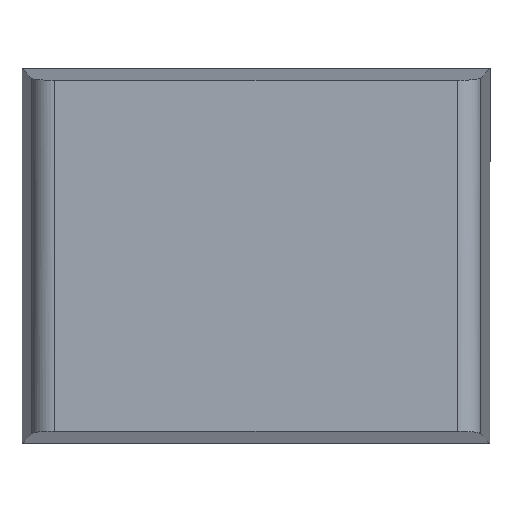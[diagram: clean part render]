
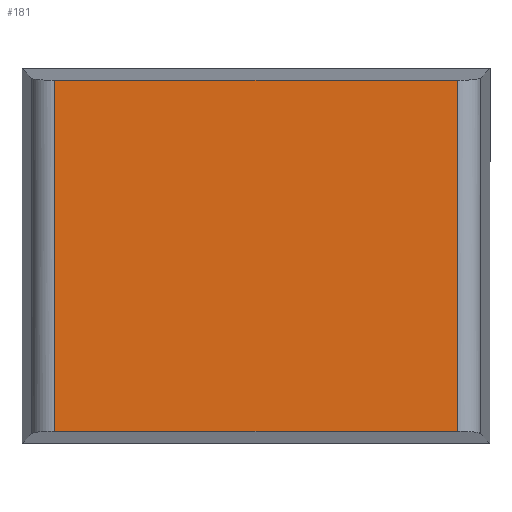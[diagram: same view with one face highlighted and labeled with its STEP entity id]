
A CAD part, top view. The second image highlights one B-rep face of the part: STEP entity #181.
In plain terms, the highlighted planar face has unit normal (0, 0, 1).
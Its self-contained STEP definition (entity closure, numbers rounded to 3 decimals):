
#33 = EDGE_CURVE ( 'NONE', #273, #538, #288, .T. ) ;
#34 = CARTESIAN_POINT ( 'NONE',  ( 0.859, -0.8, 0.7 ) ) ;
#46 = DIRECTION ( 'NONE',  ( -1., 0., 0. ) ) ;
#47 = LINE ( 'NONE', #139, #526 ) ;
#67 = DIRECTION ( 'NONE',  ( 0., 0., 1. ) ) ;
#69 = VERTEX_POINT ( 'NONE', #470 ) ;
#88 = DIRECTION ( 'NONE',  ( 0., 1., 0. ) ) ;
#100 = DIRECTION ( 'NONE',  ( 1., 0., 0. ) ) ;
#113 = EDGE_CURVE ( 'NONE', #247, #69, #47, .T. ) ;
#139 = CARTESIAN_POINT ( 'NONE',  ( -0.86, -0.8, 0.7 ) ) ;
#154 = ORIENTED_EDGE ( 'NONE', *, *, #33, .T. ) ;
#168 = CARTESIAN_POINT ( 'NONE',  ( 0.859, -0.75, 0.7 ) ) ;
#181 = ADVANCED_FACE ( 'NONE', ( #188 ), #240, .T. ) ;
#188 = FACE_OUTER_BOUND ( 'NONE', #449, .T. ) ;
#200 = ORIENTED_EDGE ( 'NONE', *, *, #544, .T. ) ;
#240 = PLANE ( 'NONE',  #498 ) ;
#247 = VERTEX_POINT ( 'NONE', #253 ) ;
#253 = CARTESIAN_POINT ( 'NONE',  ( -0.86, -0.75, 0.7 ) ) ;
#273 = VERTEX_POINT ( 'NONE', #168 ) ;
#288 = LINE ( 'NONE', #34, #395 ) ;
#302 = CARTESIAN_POINT ( 'NONE',  ( 1.4, -0.75, 0.7 ) ) ;
#305 = LINE ( 'NONE', #302, #433 ) ;
#306 = LINE ( 'NONE', #435, #504 ) ;
#323 = CARTESIAN_POINT ( 'NONE',  ( -0.86, -0.8, 0.7 ) ) ;
#358 = ORIENTED_EDGE ( 'NONE', *, *, #113, .F. ) ;
#359 = EDGE_CURVE ( 'NONE', #538, #69, #306, .T. ) ;
#395 = VECTOR ( 'NONE', #467, 1000. ) ;
#429 = CARTESIAN_POINT ( 'NONE',  ( 0.859, 0.75, 0.7 ) ) ;
#433 = VECTOR ( 'NONE', #476, 1000. ) ;
#435 = CARTESIAN_POINT ( 'NONE',  ( 1.4, 0.75, 0.7 ) ) ;
#449 = EDGE_LOOP ( 'NONE', ( #494, #358, #200, #154 ) ) ;
#467 = DIRECTION ( 'NONE',  ( 0., 1., 0. ) ) ;
#470 = CARTESIAN_POINT ( 'NONE',  ( -0.86, 0.75, 0.7 ) ) ;
#476 = DIRECTION ( 'NONE',  ( 1., 0., 0. ) ) ;
#494 = ORIENTED_EDGE ( 'NONE', *, *, #359, .T. ) ;
#498 = AXIS2_PLACEMENT_3D ( 'NONE', #323, #67, #100 ) ;
#504 = VECTOR ( 'NONE', #46, 1000. ) ;
#526 = VECTOR ( 'NONE', #88, 1000. ) ;
#538 = VERTEX_POINT ( 'NONE', #429 ) ;
#544 = EDGE_CURVE ( 'NONE', #247, #273, #305, .T. ) ;
